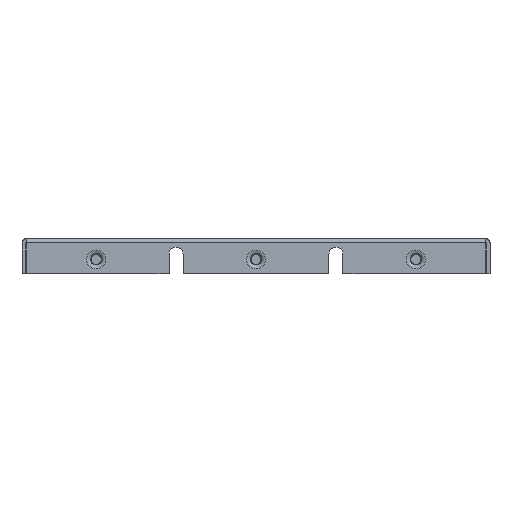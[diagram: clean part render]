
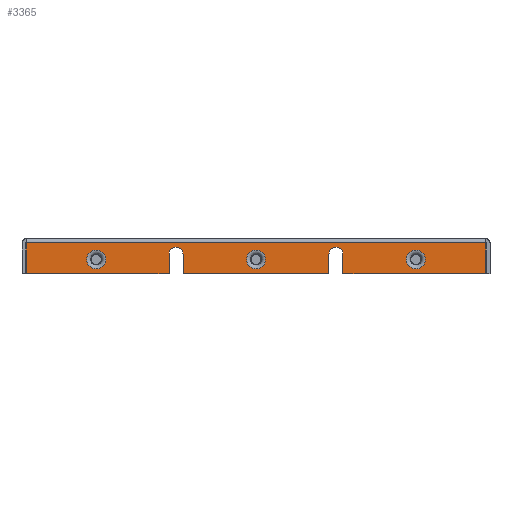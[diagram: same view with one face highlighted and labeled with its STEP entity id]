
A CAD part, front view. The second image highlights one B-rep face of the part: STEP entity #3365.
In plain terms, the highlighted planar face has unit normal (0, -1, 0).
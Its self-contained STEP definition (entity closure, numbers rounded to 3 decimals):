
#152=LINE('',#5190,#409);
#157=LINE('',#5210,#414);
#158=LINE('',#5211,#415);
#159=LINE('',#5213,#416);
#160=LINE('',#5215,#417);
#161=LINE('',#5217,#418);
#162=LINE('',#5219,#419);
#163=LINE('',#5223,#420);
#164=LINE('',#5225,#421);
#165=LINE('',#5227,#422);
#409=VECTOR('',#4105,1000.);
#414=VECTOR('',#4122,1000.);
#415=VECTOR('',#4123,1000.);
#416=VECTOR('',#4124,1000.);
#417=VECTOR('',#4125,1000.);
#418=VECTOR('',#4126,1000.);
#419=VECTOR('',#4127,1000.);
#420=VECTOR('',#4130,1000.);
#421=VECTOR('',#4131,1000.);
#422=VECTOR('',#4132,1000.);
#707=ORIENTED_EDGE('',*,*,#1573,.T.);
#708=ORIENTED_EDGE('',*,*,#1574,.T.);
#709=ORIENTED_EDGE('',*,*,#1575,.T.);
#710=ORIENTED_EDGE('',*,*,#1576,.F.);
#711=ORIENTED_EDGE('',*,*,#1577,.F.);
#712=ORIENTED_EDGE('',*,*,#1568,.F.);
#713=ORIENTED_EDGE('',*,*,#1578,.F.);
#714=ORIENTED_EDGE('',*,*,#1579,.T.);
#715=ORIENTED_EDGE('',*,*,#1580,.F.);
#716=ORIENTED_EDGE('',*,*,#1581,.F.);
#717=ORIENTED_EDGE('',*,*,#1582,.T.);
#718=ORIENTED_EDGE('',*,*,#1583,.T.);
#719=ORIENTED_EDGE('',*,*,#1584,.T.);
#720=ORIENTED_EDGE('',*,*,#1585,.F.);
#721=ORIENTED_EDGE('',*,*,#1586,.F.);
#1568=EDGE_CURVE('',#2001,#1999,#152,.T.);
#1573=EDGE_CURVE('',#2006,#2006,#2292,.T.);
#1574=EDGE_CURVE('',#2007,#2007,#2293,.T.);
#1575=EDGE_CURVE('',#2008,#2008,#2294,.T.);
#1576=EDGE_CURVE('',#2009,#2010,#2295,.T.);
#1577=EDGE_CURVE('',#1999,#2009,#157,.T.);
#1578=EDGE_CURVE('',#2011,#2001,#158,.T.);
#1579=EDGE_CURVE('',#2011,#2012,#159,.T.);
#1580=EDGE_CURVE('',#2013,#2012,#160,.T.);
#1581=EDGE_CURVE('',#2014,#2013,#161,.T.);
#1582=EDGE_CURVE('',#2014,#2015,#162,.T.);
#1583=EDGE_CURVE('',#2015,#2016,#2296,.T.);
#1584=EDGE_CURVE('',#2016,#2017,#163,.T.);
#1585=EDGE_CURVE('',#2018,#2017,#164,.T.);
#1586=EDGE_CURVE('',#2010,#2018,#165,.T.);
#1999=VERTEX_POINT('',#5185);
#2001=VERTEX_POINT('',#5189);
#2006=VERTEX_POINT('',#5202);
#2007=VERTEX_POINT('',#5204);
#2008=VERTEX_POINT('',#5206);
#2009=VERTEX_POINT('',#5208);
#2010=VERTEX_POINT('',#5209);
#2011=VERTEX_POINT('',#5212);
#2012=VERTEX_POINT('',#5214);
#2013=VERTEX_POINT('',#5216);
#2014=VERTEX_POINT('',#5218);
#2015=VERTEX_POINT('',#5220);
#2016=VERTEX_POINT('',#5222);
#2017=VERTEX_POINT('',#5224);
#2018=VERTEX_POINT('',#5226);
#2292=CIRCLE('',#3637,0.54);
#2293=CIRCLE('',#3638,0.54);
#2294=CIRCLE('',#3639,0.54);
#2295=CIRCLE('',#3640,0.4);
#2296=CIRCLE('',#3641,0.4);
#2473=EDGE_LOOP('',(#707));
#2474=EDGE_LOOP('',(#708));
#2475=EDGE_LOOP('',(#709));
#2476=EDGE_LOOP('',(#710,#711,#712,#713,#714,#715,#716,#717,#718,#719,#720,
#721));
#2877=FACE_BOUND('',#2473,.T.);
#2878=FACE_BOUND('',#2474,.T.);
#2879=FACE_BOUND('',#2475,.T.);
#2880=FACE_BOUND('',#2476,.T.);
#3243=PLANE('',#3636);
#3365=ADVANCED_FACE('',(#2877,#2878,#2879,#2880),#3243,.F.);
#3636=AXIS2_PLACEMENT_3D('',#5200,#4112,#4113);
#3637=AXIS2_PLACEMENT_3D('',#5201,#4114,#4115);
#3638=AXIS2_PLACEMENT_3D('',#5203,#4116,#4117);
#3639=AXIS2_PLACEMENT_3D('',#5205,#4118,#4119);
#3640=AXIS2_PLACEMENT_3D('',#5207,#4120,#4121);
#3641=AXIS2_PLACEMENT_3D('',#5221,#4128,#4129);
#4105=DIRECTION('',(-1.,0.,0.));
#4112=DIRECTION('',(0.,1.,0.));
#4113=DIRECTION('',(0.,0.,1.));
#4114=DIRECTION('',(0.,1.,0.));
#4115=DIRECTION('',(0.,0.,1.));
#4116=DIRECTION('',(0.,1.,0.));
#4117=DIRECTION('',(0.,0.,1.));
#4118=DIRECTION('',(0.,1.,0.));
#4119=DIRECTION('',(0.,0.,1.));
#4120=DIRECTION('',(0.,-1.,0.));
#4121=DIRECTION('',(1.,0.,0.));
#4122=DIRECTION('',(0.,0.,1.));
#4123=DIRECTION('',(0.,0.,-1.));
#4124=DIRECTION('',(-1.,0.,0.));
#4125=DIRECTION('',(0.,0.,1.));
#4126=DIRECTION('',(-1.,0.,0.));
#4127=DIRECTION('',(0.,0.,1.));
#4128=DIRECTION('',(0.,1.,0.));
#4129=DIRECTION('',(-1.,0.,0.));
#4130=DIRECTION('',(0.,0.,-1.));
#4131=DIRECTION('',(-1.,0.,0.));
#4132=DIRECTION('',(0.,0.,-1.));
#5185=CARTESIAN_POINT('',(4.955,-13.335,0.));
#5189=CARTESIAN_POINT('',(13.085,-13.335,0.));
#5190=CARTESIAN_POINT('',(13.085,-13.335,0.));
#5200=CARTESIAN_POINT('',(0.,-13.335,0.));
#5201=CARTESIAN_POINT('',(0.,-13.335,0.8));
#5202=CARTESIAN_POINT('',(0.,-13.335,1.34));
#5203=CARTESIAN_POINT('',(-9.11,-13.335,0.8));
#5204=CARTESIAN_POINT('',(-9.11,-13.335,1.34));
#5205=CARTESIAN_POINT('',(9.11,-13.335,0.8));
#5206=CARTESIAN_POINT('',(9.11,-13.335,1.34));
#5207=CARTESIAN_POINT('',(4.555,-13.335,1.1));
#5208=CARTESIAN_POINT('',(4.955,-13.335,1.1));
#5209=CARTESIAN_POINT('',(4.155,-13.335,1.1));
#5210=CARTESIAN_POINT('',(4.955,-13.335,0.));
#5211=CARTESIAN_POINT('',(13.085,-13.335,1.959));
#5212=CARTESIAN_POINT('',(13.085,-13.335,1.75));
#5213=CARTESIAN_POINT('',(13.085,-13.335,1.75));
#5214=CARTESIAN_POINT('',(-13.085,-13.335,1.75));
#5215=CARTESIAN_POINT('',(-13.085,-13.335,1.959));
#5216=CARTESIAN_POINT('',(-13.085,-13.335,0.));
#5217=CARTESIAN_POINT('',(13.085,-13.335,0.));
#5218=CARTESIAN_POINT('',(-4.955,-13.335,0.));
#5219=CARTESIAN_POINT('',(-4.955,-13.335,0.));
#5220=CARTESIAN_POINT('',(-4.955,-13.335,1.1));
#5221=CARTESIAN_POINT('',(-4.555,-13.335,1.1));
#5222=CARTESIAN_POINT('',(-4.155,-13.335,1.1));
#5223=CARTESIAN_POINT('',(-4.155,-13.335,1.1));
#5224=CARTESIAN_POINT('',(-4.155,-13.335,0.));
#5225=CARTESIAN_POINT('',(13.085,-13.335,0.));
#5226=CARTESIAN_POINT('',(4.155,-13.335,0.));
#5227=CARTESIAN_POINT('',(4.155,-13.335,1.1));
